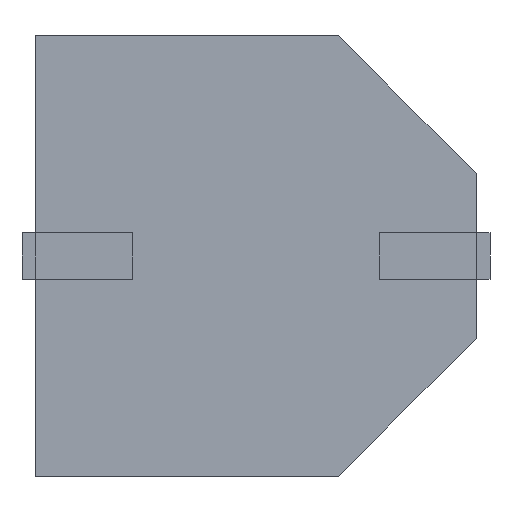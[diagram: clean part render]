
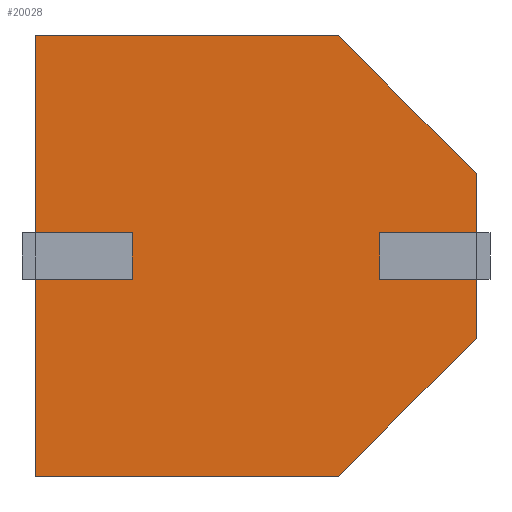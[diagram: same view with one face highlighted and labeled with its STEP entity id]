
A CAD part, front view. The second image highlights one B-rep face of the part: STEP entity #20028.
In plain terms, the highlighted planar face has unit normal (0, -1, 0).
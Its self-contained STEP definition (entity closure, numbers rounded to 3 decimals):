
#502 = LINE ( 'NONE', #7756, #16636 ) ;
#596 = LINE ( 'NONE', #15389, #16779 ) ;
#679 = CARTESIAN_POINT ( 'NONE',  ( 4., -5.11, -1.5 ) ) ;
#1598 = DIRECTION ( 'NONE',  ( 0., 0., -1. ) ) ;
#1868 = LINE ( 'NONE', #22041, #15858 ) ;
#2072 = DIRECTION ( 'NONE',  ( 0.707, 0., 0.707 ) ) ;
#3678 = CARTESIAN_POINT ( 'NONE',  ( -4., -5.11, -4. ) ) ;
#4560 = VECTOR ( 'NONE', #1598, 1000. ) ;
#4962 = LINE ( 'NONE', #10586, #4560 ) ;
#5223 = EDGE_CURVE ( 'NONE', #20684, #15173, #1868, .T. ) ;
#6164 = ORIENTED_EDGE ( 'NONE', *, *, #5223, .T. ) ;
#6932 = CARTESIAN_POINT ( 'NONE',  ( -4., -5.11, 4. ) ) ;
#7140 = VERTEX_POINT ( 'NONE', #16213 ) ;
#7314 = ORIENTED_EDGE ( 'NONE', *, *, #15936, .T. ) ;
#7676 = EDGE_CURVE ( 'NONE', #7140, #21377, #20437, .T. ) ;
#7756 = CARTESIAN_POINT ( 'NONE',  ( 1.5, -5.11, 4. ) ) ;
#9508 = DIRECTION ( 'NONE',  ( -1., 0., 0. ) ) ;
#10586 = CARTESIAN_POINT ( 'NONE',  ( -4., -5.11, 4. ) ) ;
#10957 = FACE_OUTER_BOUND ( 'NONE', #12456, .T. ) ;
#11110 = VECTOR ( 'NONE', #21431, 1000. ) ;
#11834 = ORIENTED_EDGE ( 'NONE', *, *, #13523, .T. ) ;
#12046 = DIRECTION ( 'NONE',  ( 0., -1., 0. ) ) ;
#12147 = EDGE_CURVE ( 'NONE', #12763, #17430, #21315, .T. ) ;
#12456 = EDGE_LOOP ( 'NONE', ( #12886, #15946, #7314, #15527, #11834, #6164 ) ) ;
#12763 = VERTEX_POINT ( 'NONE', #679 ) ;
#12886 = ORIENTED_EDGE ( 'NONE', *, *, #14737, .T. ) ;
#13169 = CARTESIAN_POINT ( 'NONE',  ( 4., -5.11, 1.5 ) ) ;
#13523 = EDGE_CURVE ( 'NONE', #17430, #20684, #502, .T. ) ;
#13549 = CARTESIAN_POINT ( 'NONE',  ( 0., -5.11, 0. ) ) ;
#13672 = DIRECTION ( 'NONE',  ( 0., 0., -1. ) ) ;
#14068 = CARTESIAN_POINT ( 'NONE',  ( 4., -5.11, 1.5 ) ) ;
#14737 = EDGE_CURVE ( 'NONE', #15173, #7140, #4962, .T. ) ;
#15173 = VERTEX_POINT ( 'NONE', #6932 ) ;
#15286 = DIRECTION ( 'NONE',  ( -0.707, 0., 0.707 ) ) ;
#15389 = CARTESIAN_POINT ( 'NONE',  ( 4., -5.11, -1.5 ) ) ;
#15527 = ORIENTED_EDGE ( 'NONE', *, *, #12147, .T. ) ;
#15774 = PLANE ( 'NONE',  #17957 ) ;
#15858 = VECTOR ( 'NONE', #9508, 1000. ) ;
#15936 = EDGE_CURVE ( 'NONE', #21377, #12763, #596, .T. ) ;
#15946 = ORIENTED_EDGE ( 'NONE', *, *, #7676, .T. ) ;
#16213 = CARTESIAN_POINT ( 'NONE',  ( -4., -5.11, -4. ) ) ;
#16405 = VECTOR ( 'NONE', #18595, 1000. ) ;
#16429 = CARTESIAN_POINT ( 'NONE',  ( 1.5, -5.11, -4. ) ) ;
#16636 = VECTOR ( 'NONE', #15286, 1000. ) ;
#16779 = VECTOR ( 'NONE', #2072, 1000. ) ;
#17430 = VERTEX_POINT ( 'NONE', #13169 ) ;
#17957 = AXIS2_PLACEMENT_3D ( 'NONE', #13549, #12046, #13672 ) ;
#18595 = DIRECTION ( 'NONE',  ( 1., 0., 0. ) ) ;
#20028 = ADVANCED_FACE ( 'NONE', ( #10957 ), #15774, .T. ) ;
#20437 = LINE ( 'NONE', #3678, #16405 ) ;
#20684 = VERTEX_POINT ( 'NONE', #22030 ) ;
#21315 = LINE ( 'NONE', #14068, #11110 ) ;
#21377 = VERTEX_POINT ( 'NONE', #16429 ) ;
#21431 = DIRECTION ( 'NONE',  ( 0., 0., 1. ) ) ;
#22030 = CARTESIAN_POINT ( 'NONE',  ( 1.5, -5.11, 4. ) ) ;
#22041 = CARTESIAN_POINT ( 'NONE',  ( -4., -5.11, 4. ) ) ;
